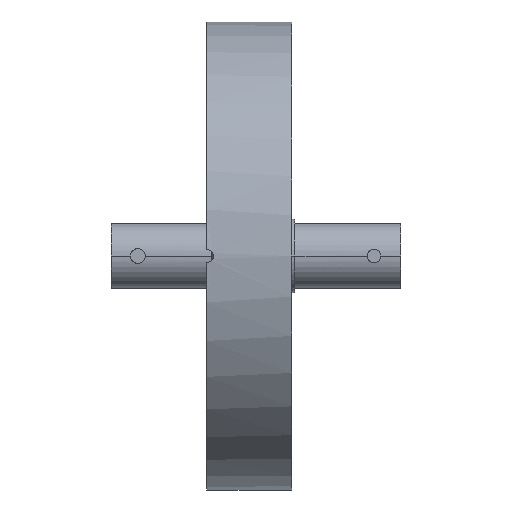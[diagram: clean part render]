
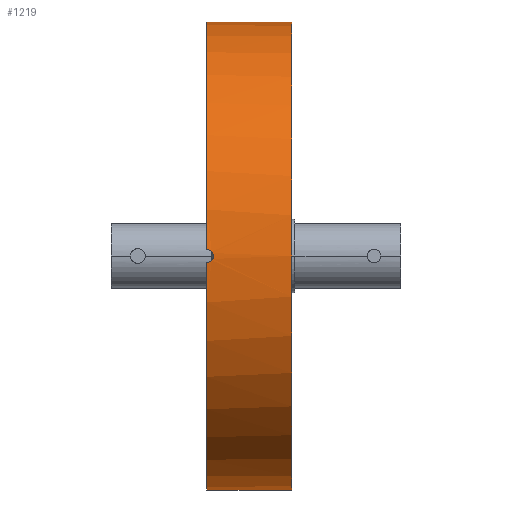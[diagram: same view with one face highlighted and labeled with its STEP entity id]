
A CAD part, left-side view. The second image highlights one B-rep face of the part: STEP entity #1219.
In plain terms, the highlighted cylindrical face has radius 35 mm (diameter 70 mm), a partial arc.
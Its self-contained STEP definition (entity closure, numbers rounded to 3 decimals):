
#113 = CARTESIAN_POINT ( 'NONE',  ( -34.986, -0.262, 0.974 ) ) ;
#119 = EDGE_CURVE ( 'NONE', #1200, #504, #2740, .T. ) ;
#138 = CARTESIAN_POINT ( 'NONE',  ( -34.995, -0.799, 0.615 ) ) ;
#202 = CARTESIAN_POINT ( 'NONE',  ( 0., -12.7, 0. ) ) ;
#304 = ORIENTED_EDGE ( 'NONE', *, *, #119, .T. ) ;
#449 = DIRECTION ( 'NONE',  ( 0., 1., 0. ) ) ;
#461 = CARTESIAN_POINT ( 'NONE',  ( -34.997, -0.874, 0.503 ) ) ;
#497 = CARTESIAN_POINT ( 'NONE',  ( -34.995, -0.801, -0.613 ) ) ;
#504 = VERTEX_POINT ( 'NONE', #3962 ) ;
#576 = CIRCLE ( 'NONE', #1339, 35. ) ;
#755 = CARTESIAN_POINT ( 'NONE',  ( -34.986, 0., -1. ) ) ;
#890 = CARTESIAN_POINT ( 'NONE',  ( 0., 0., 0. ) ) ;
#907 = EDGE_LOOP ( 'NONE', ( #2410, #304, #3019, #2106, #950, #4356 ) ) ;
#950 = ORIENTED_EDGE ( 'NONE', *, *, #2886, .T. ) ;
#995 = CARTESIAN_POINT ( 'NONE',  ( 0., -12.7, -35. ) ) ;
#1074 = VERTEX_POINT ( 'NONE', #1396 ) ;
#1162 = CARTESIAN_POINT ( 'NONE',  ( -34.986, -0.132, 1. ) ) ;
#1200 = VERTEX_POINT ( 'NONE', #2951 ) ;
#1219 = ADVANCED_FACE ( 'NONE', ( #4000 ), #2299, .T. ) ;
#1306 = CARTESIAN_POINT ( 'NONE',  ( 0., 0., 0. ) ) ;
#1310 = AXIS2_PLACEMENT_3D ( 'NONE', #1306, #2363, #3393 ) ;
#1339 = AXIS2_PLACEMENT_3D ( 'NONE', #890, #2910, #2255 ) ;
#1342 = VECTOR ( 'NONE', #4054, 1000. ) ;
#1396 = CARTESIAN_POINT ( 'NONE',  ( 0., 0., -35. ) ) ;
#1463 = CARTESIAN_POINT ( 'NONE',  ( -34.997, -0.874, -0.503 ) ) ;
#1499 = CARTESIAN_POINT ( 'NONE',  ( -34.999, -0.974, -0.261 ) ) ;
#1605 = EDGE_CURVE ( 'NONE', #2597, #2952, #2018, .T. ) ;
#1857 = CARTESIAN_POINT ( 'NONE',  ( -34.986, -0.264, -1. ) ) ;
#1861 = AXIS2_PLACEMENT_3D ( 'NONE', #3013, #1962, #4021 ) ;
#1917 = DIRECTION ( 'NONE',  ( 0., 1., 0. ) ) ;
#1962 = DIRECTION ( 'NONE',  ( 0., 1., 0. ) ) ;
#2018 = CIRCLE ( 'NONE', #1310, 35. ) ;
#2106 = ORIENTED_EDGE ( 'NONE', *, *, #1605, .F. ) ;
#2158 = CARTESIAN_POINT ( 'NONE',  ( -35., -1., 0.131 ) ) ;
#2240 = EDGE_CURVE ( 'NONE', #1200, #1074, #2254, .T. ) ;
#2254 = LINE ( 'NONE', #995, #1342 ) ;
#2255 = DIRECTION ( 'NONE',  ( 0., 0., 1. ) ) ;
#2257 = CARTESIAN_POINT ( 'NONE',  ( -34.986, 0., 1. ) ) ;
#2299 = CYLINDRICAL_SURFACE ( 'NONE', #3495, 35. ) ;
#2363 = DIRECTION ( 'NONE',  ( 0., 1., 0. ) ) ;
#2401 = VERTEX_POINT ( 'NONE', #755 ) ;
#2410 = ORIENTED_EDGE ( 'NONE', *, *, #2240, .F. ) ;
#2521 = CARTESIAN_POINT ( 'NONE',  ( -34.989, -0.504, 0.874 ) ) ;
#2597 = VERTEX_POINT ( 'NONE', #2257 ) ;
#2740 = CIRCLE ( 'NONE', #1861, 35. ) ;
#2831 = CARTESIAN_POINT ( 'NONE',  ( -34.991, -0.615, 0.799 ) ) ;
#2857 = LINE ( 'NONE', #3859, #3510 ) ;
#2876 = CARTESIAN_POINT ( 'NONE',  ( -34.986, 0., -1. ) ) ;
#2886 = EDGE_CURVE ( 'NONE', #2597, #2401, #3593, .T. ) ;
#2909 = CARTESIAN_POINT ( 'NONE',  ( 0., 0., 35. ) ) ;
#2910 = DIRECTION ( 'NONE',  ( 0., 1., 0. ) ) ;
#2951 = CARTESIAN_POINT ( 'NONE',  ( 0., -12.7, -35. ) ) ;
#2952 = VERTEX_POINT ( 'NONE', #2909 ) ;
#3013 = CARTESIAN_POINT ( 'NONE',  ( 0., -12.7, 0. ) ) ;
#3019 = ORIENTED_EDGE ( 'NONE', *, *, #3334, .T. ) ;
#3204 = CARTESIAN_POINT ( 'NONE',  ( -34.986, 0., 1. ) ) ;
#3334 = EDGE_CURVE ( 'NONE', #504, #2952, #2857, .T. ) ;
#3393 = DIRECTION ( 'NONE',  ( 0., 0., 1. ) ) ;
#3495 = AXIS2_PLACEMENT_3D ( 'NONE', #202, #1917, #3643 ) ;
#3510 = VECTOR ( 'NONE', #449, 1000. ) ;
#3539 = CARTESIAN_POINT ( 'NONE',  ( -35., -1., -0.13 ) ) ;
#3543 = EDGE_CURVE ( 'NONE', #1074, #2401, #576, .T. ) ;
#3556 = CARTESIAN_POINT ( 'NONE',  ( -34.989, -0.521, -0.893 ) ) ;
#3593 = B_SPLINE_CURVE_WITH_KNOTS ( 'NONE', 3,
 ( #3204, #1162, #113, #2521, #2831, #138, #461, #3906, #2158, #3539, #1499, #1463, #497, #3556, #1857, #2876 ),
 .UNSPECIFIED., .F., .F.,
 ( 4, 2, 2, 2, 2, 2, 2, 4 ),
 ( 0., 0., 0.001, 0.001, 0.002, 0.002, 0.002, 0.003 ),
 .UNSPECIFIED. ) ;
#3643 = DIRECTION ( 'NONE',  ( 0., 0., 1. ) ) ;
#3859 = CARTESIAN_POINT ( 'NONE',  ( 0., -12.7, 35. ) ) ;
#3906 = CARTESIAN_POINT ( 'NONE',  ( -34.999, -0.974, 0.263 ) ) ;
#3962 = CARTESIAN_POINT ( 'NONE',  ( 0., -12.7, 35. ) ) ;
#4000 = FACE_OUTER_BOUND ( 'NONE', #907, .T. ) ;
#4021 = DIRECTION ( 'NONE',  ( 0., 0., 1. ) ) ;
#4054 = DIRECTION ( 'NONE',  ( 0., 1., 0. ) ) ;
#4356 = ORIENTED_EDGE ( 'NONE', *, *, #3543, .F. ) ;
